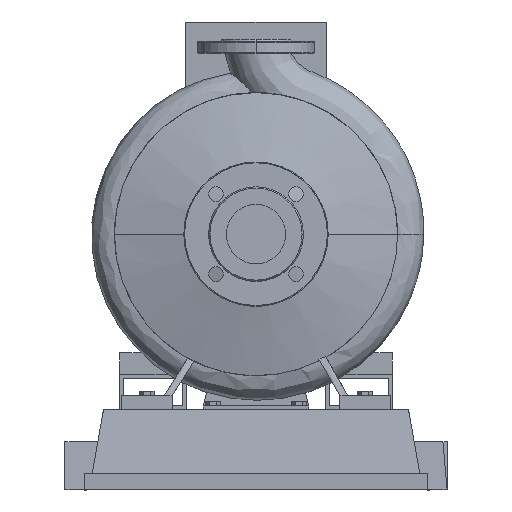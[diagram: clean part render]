
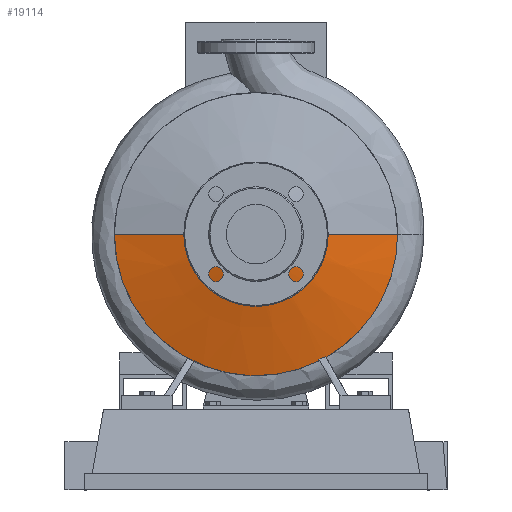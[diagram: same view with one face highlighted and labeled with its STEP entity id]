
A CAD part, left-side view. The second image highlights one B-rep face of the part: STEP entity #19114.
In plain terms, the highlighted conical face has half-angle 76.185 degrees and reference radius 120.5 mm.
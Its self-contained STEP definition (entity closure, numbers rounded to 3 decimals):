
#19016=CARTESIAN_POINT('',(-45.,-181.5,328.));
#19017=VERTEX_POINT('',#19016);
#19018=CARTESIAN_POINT('',(-75.,-59.5,328.0));
#19019=VERTEX_POINT('',#19018);
#19020=CARTESIAN_POINT('',(-45.,-181.5,328.));
#19021=DIRECTION('',(-0.239,0.971,0.));
#19022=VECTOR('',#19021,125.634);
#19023=LINE('',#19020,#19022);
#19024=EDGE_CURVE('',#19017,#19019,#19023,.T.);
#19026=CARTESIAN_POINT('',(-45.,181.5,328.));
#19027=VERTEX_POINT('',#19026);
#19035=CARTESIAN_POINT('',(-75.,59.5,328.0));
#19036=VERTEX_POINT('',#19035);
#19037=CARTESIAN_POINT('',(-45.,181.5,328.));
#19038=DIRECTION('',(-0.239,-0.971,0.));
#19039=VECTOR('',#19038,125.634);
#19040=LINE('',#19037,#19039);
#19041=EDGE_CURVE('',#19027,#19036,#19040,.T.);
#19053=CARTESIAN_POINT('',(-60.0,0.,328.0));
#19054=DIRECTION('',(1.0,0.,0.));
#19055=DIRECTION('',(0.0,-1.0,0.0));
#19056=AXIS2_PLACEMENT_3D('',#19053,#19054,#19055);
#19057=CONICAL_SURFACE('',#19056,120.5,76.185);
#19058=ORIENTED_EDGE('',*,*,#19024,.T.);
#19059=CARTESIAN_POINT('',(-75.0,0.,328.0));
#19060=DIRECTION('',(1.0,0.0,0.0));
#19061=DIRECTION('',(0.0,-1.0,0.0));
#19062=AXIS2_PLACEMENT_3D('',#19059,#19060,#19061);
#19063=CIRCLE('',#19062,59.5);
#19064=EDGE_CURVE('',#19019,#19036,#19063,.T.);
#19065=ORIENTED_EDGE('',*,*,#19064,.T.);
#19066=ORIENTED_EDGE('',*,*,#19041,.F.);
#19067=CARTESIAN_POINT('',(-45.,-81.663,165.909));
#19068=VERTEX_POINT('',#19067);
#19069=CARTESIAN_POINT('',(-45.0,0.,328.0));
#19070=DIRECTION('',(-1.0,0.0,0.0));
#19071=DIRECTION('',(0.0,-1.0,0.0));
#19072=AXIS2_PLACEMENT_3D('',#19069,#19070,#19071);
#19073=CIRCLE('',#19072,181.5);
#19074=EDGE_CURVE('',#19027,#19068,#19073,.T.);
#19075=ORIENTED_EDGE('',*,*,#19074,.T.);
#19076=CARTESIAN_POINT('',(-45.527,-80.586,167.764));
#19077=VERTEX_POINT('',#19076);
#19078=CARTESIAN_POINT('',(-45.527,-80.586,167.764));
#19079=CARTESIAN_POINT('',(-45.351,-80.945,167.145));
#19080=CARTESIAN_POINT('',(-45.175,-81.304,166.527));
#19081=CARTESIAN_POINT('',(-45.,-81.663,165.909));
#19082=B_SPLINE_CURVE_WITH_KNOTS('',3,(#19078,#19079,#19080,#19081),.UNSPECIFIED.,.F.,.U.,(4,4),(-62.441,-62.197),.UNSPECIFIED.);
#19083=EDGE_CURVE('',#19077,#19068,#19082,.T.);
#19084=ORIENTED_EDGE('',*,*,#19083,.F.);
#19085=CARTESIAN_POINT('',(-45.124,-89.532,170.699));
#19086=VERTEX_POINT('',#19085);
#19087=CARTESIAN_POINT('',(-45.124,-89.532,170.699));
#19088=CARTESIAN_POINT('',(-45.196,-88.048,170.19));
#19089=CARTESIAN_POINT('',(-45.265,-86.561,169.691));
#19090=CARTESIAN_POINT('',(-45.399,-83.579,168.713));
#19091=CARTESIAN_POINT('',(-45.464,-82.084,168.234));
#19092=CARTESIAN_POINT('',(-45.527,-80.586,167.764));
#19093=B_SPLINE_CURVE_WITH_KNOTS('',3,(#19087,#19088,#19089,#19090,#19091,#19092),.UNSPECIFIED.,.F.,.U.,(4,2,4),(-0.942,-0.471,0.0),.UNSPECIFIED.);
#19094=EDGE_CURVE('',#19077,#19086,#19093,.F.);
#19095=ORIENTED_EDGE('',*,*,#19094,.T.);
#19096=CARTESIAN_POINT('',(-45.,-89.78,170.26));
#19097=VERTEX_POINT('',#19096);
#19098=CARTESIAN_POINT('',(-45.,-89.78,170.26));
#19099=CARTESIAN_POINT('',(-45.041,-89.697,170.407));
#19100=CARTESIAN_POINT('',(-45.083,-89.614,170.553));
#19101=CARTESIAN_POINT('',(-45.124,-89.532,170.699));
#19102=B_SPLINE_CURVE_WITH_KNOTS('',3,(#19098,#19099,#19100,#19101),.UNSPECIFIED.,.F.,.U.,(4,4),(-221.968,-221.917),.UNSPECIFIED.);
#19103=EDGE_CURVE('',#19097,#19086,#19102,.T.);
#19104=ORIENTED_EDGE('',*,*,#19103,.F.);
#19105=CARTESIAN_POINT('',(-45.0,0.,328.0));
#19106=DIRECTION('',(-1.0,0.0,0.0));
#19107=DIRECTION('',(0.0,-1.0,0.0));
#19108=AXIS2_PLACEMENT_3D('',#19105,#19106,#19107);
#19109=CIRCLE('',#19108,181.5);
#19110=EDGE_CURVE('',#19097,#19017,#19109,.T.);
#19111=ORIENTED_EDGE('',*,*,#19110,.T.);
#19112=EDGE_LOOP('',(#19058,#19065,#19066,#19075,#19084,#19095,#19104,#19111));
#19113=FACE_OUTER_BOUND('',#19112,.T.);
#19114=ADVANCED_FACE('',(#19113),#19057,.T.);
